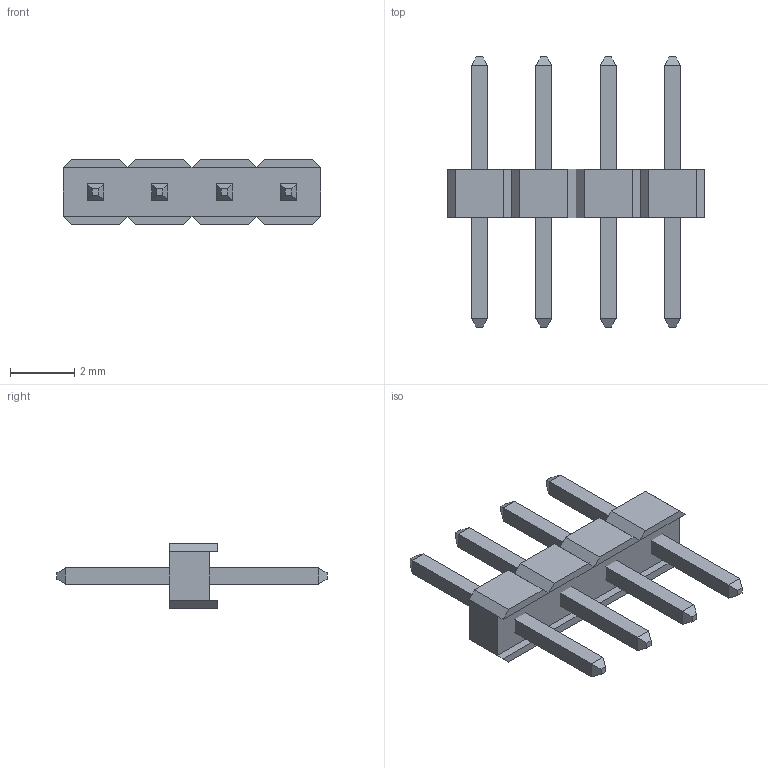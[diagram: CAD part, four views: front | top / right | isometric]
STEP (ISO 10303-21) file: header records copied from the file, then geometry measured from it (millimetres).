
FILE_DESCRIPTION(('STEP AP214'),'1');
FILE_NAME(' ',' ',('TraceParts'),('TraceParts S.A.'),'XStep 1.0',' ',' ');
FILE_SCHEMA(('automotive_design'));
Length unit declared in the file: millimetre
Products named in the file (5): M22-201_ASM|Next assembly relationship;M22-201-MOULD; M22-201_ASM|Next assembly relationship;M22-201-PIN
Bounding box: 8 x 8.4 x 2 mm (x, y, z)
Volume: 27.5 mm3; surface area: 139 mm2
Topology: 5 solids, 5 shells, 116 faces, 270 edges, 164 vertices
Faces by surface type: bspline 116
Entity records: 6400 total; most frequent: CARTESIAN_POINT 903, STYLED_ITEM 555, PRESENTATION_STYLE_ASSIGNMENT 555, COLOUR_RGB 555, ORIENTED_EDGE 540, DIRECTION 280, EDGE_CURVE 270, CURVE_STYLE 270
